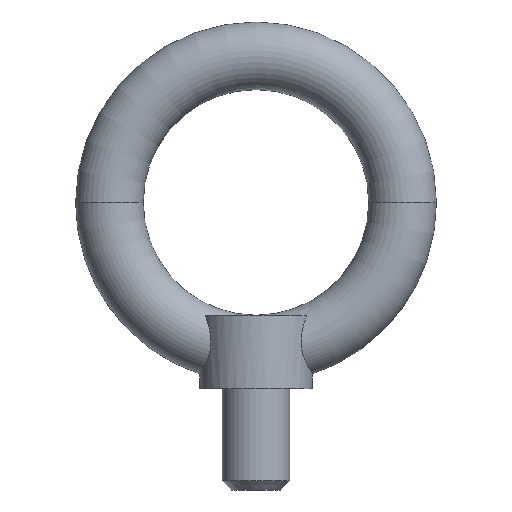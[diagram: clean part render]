
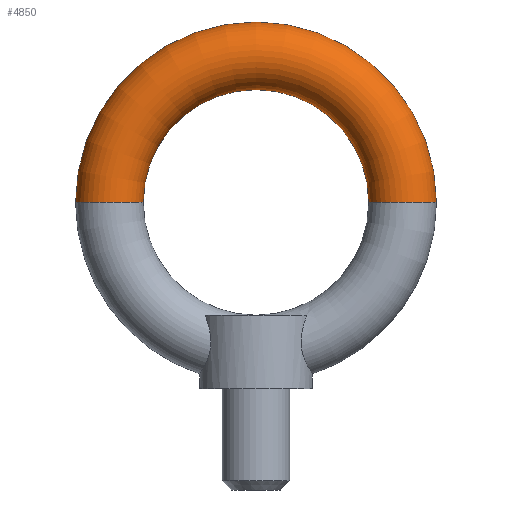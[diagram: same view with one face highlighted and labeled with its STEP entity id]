
A CAD part, front view. The second image highlights one B-rep face of the part: STEP entity #4850.
In plain terms, the highlighted toroidal (fillet/blend) face has major radius 13 mm and minor radius 3 mm.
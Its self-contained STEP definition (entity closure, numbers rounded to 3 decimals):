
#2950=CARTESIAN_POINT('',(0.,0.,16.5
));
#2960=DIRECTION('',(0.,-1.,0.));
#2970=DIRECTION('',(-1.,0.,0.));
#2980=AXIS2_PLACEMENT_3D('',#2950,#2960,#2970);
#2990=CIRCLE('',#2980,10.);
#3000=CARTESIAN_POINT('',(10.,0.,16.5));
#3010=VERTEX_POINT('',#3000);
#3040=CARTESIAN_POINT('',(13.,0.,16.5));
#3050=DIRECTION('',(-0.,0.,1.));
#3060=DIRECTION('',(1.,0.,0.));
#3070=AXIS2_PLACEMENT_3D('',#3040,#3050,#3060);
#3080=CIRCLE('',#3070,3.);
#3090=CARTESIAN_POINT('',(16.,0.,16.5));
#3100=VERTEX_POINT('',#3090);
#3110=EDGE_CURVE('',#3010,#3100,#3080,.T.);
#3130=CARTESIAN_POINT('',(0.,0.,16.5
));
#3140=DIRECTION('',(0.,-1.,0.));
#3150=DIRECTION('',(-1.,0.,0.));
#3160=AXIS2_PLACEMENT_3D('',#3130,#3140,#3150);
#3170=CIRCLE('',#3160,16.);
#4210=CARTESIAN_POINT('',(-10.,0.,16.5));
#4220=VERTEX_POINT('',#4210);
#4300=CARTESIAN_POINT('',(-16.,0.,16.5));
#4310=VERTEX_POINT('',#4300);
#4440=EDGE_CURVE('',#3010,#4220,#2990,.T.);
#4530=EDGE_CURVE('',#3100,#4310,#3170,.T.);
#4680=CARTESIAN_POINT('',(0.,0.,16.5
));
#4690=DIRECTION('',(0.,-1.,0.));
#4700=DIRECTION('',(-1.,0.,0.));
#4710=AXIS2_PLACEMENT_3D('',#4680,#4690,#4700);
#4720=TOROIDAL_SURFACE('',#4710,13.,3.);
#4730=ORIENTED_EDGE('',*,*,#4530,.T.);
#4740=ORIENTED_EDGE('',*,*,#3110,.T.);
#4750=ORIENTED_EDGE('',*,*,#4440,.F.);
#4760=CARTESIAN_POINT('',(-13.,0.,16.5));
#4770=DIRECTION('',(0.,0.,-1.));
#4780=DIRECTION('',(-1.,0.,0.));
#4790=AXIS2_PLACEMENT_3D('',#4760,#4770,#4780);
#4800=CIRCLE('',#4790,3.);
#4810=EDGE_CURVE('',#4220,#4310,#4800,.T.);
#4820=ORIENTED_EDGE('',*,*,#4810,.F.);
#4830=EDGE_LOOP('',(#4820,#4750,#4740,#4730));
#4840=FACE_OUTER_BOUND('',#4830,.T.);
#4850=ADVANCED_FACE('',(#4840),#4720,.T.);
